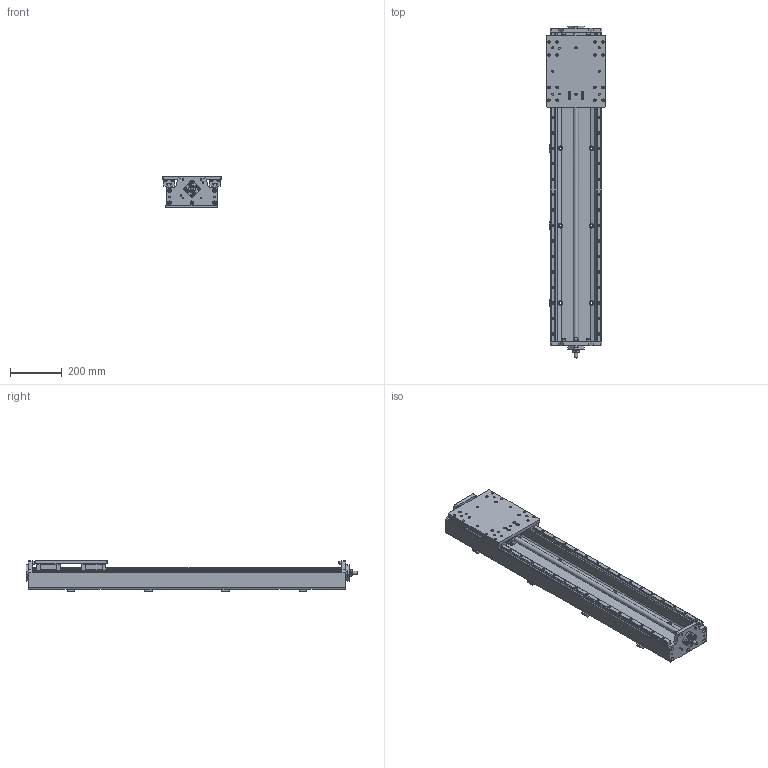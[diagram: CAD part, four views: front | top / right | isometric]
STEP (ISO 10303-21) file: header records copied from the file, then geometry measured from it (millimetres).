
FILE_DESCRIPTION((''),'2;1');
FILE_NAME('KK-HD-225-20-20XX-1200.stp','2009-03-21T12:01:37',('kurt'),(''),'Autodesk Inventor 2008','Autodesk Inventor 2008','');
FILE_SCHEMA(('AUTOMOTIVE_DESIGN { 1 0 10303 214 1 1 1 1 }'));
Length unit declared in the file: millimetre
Products named in the file (1): Part365
Bounding box: 225 x 1287 x 120 mm (x, y, z)
Volume: 10890410.7 mm3; surface area: 1303453.6 mm2
Topology: 1 solids, 21 shells, 2486 faces, 6497 edges, 4276 vertices
Faces by surface type: plane 1603, cylinder 495, bspline 247, cone 125, torus 16
Full cylindrical faces by diameter (mm): 2.459 x4, 3 x5, 3.5 x4, 4.134 x48, 4.917 x10, 5 x16, 5.5 x28, 6 x54, 6.6 x14, 6.647 x10, 7.5 x4, 8.376 x8, 9 x10, 9.5 x52, 10 x16, 10.106 x8, 11 x12, 12 x1, 14.3 x1, 15 x14, 18 x9, 20 x2, 20.44 x4, 20.5 x1, 20.733 x2, 21 x1, 26.56 x4, 28 x2, 30.8 x2, 32 x1
Entity records: 80299 total; most frequent: CARTESIAN_POINT 19687, ORIENTED_EDGE 11816, DIRECTION 11020, EDGE_CURVE 5908, VECTOR 4220, LINE 4220, VERTEX_POINT 4150, AXIS2_PLACEMENT_3D 3400
